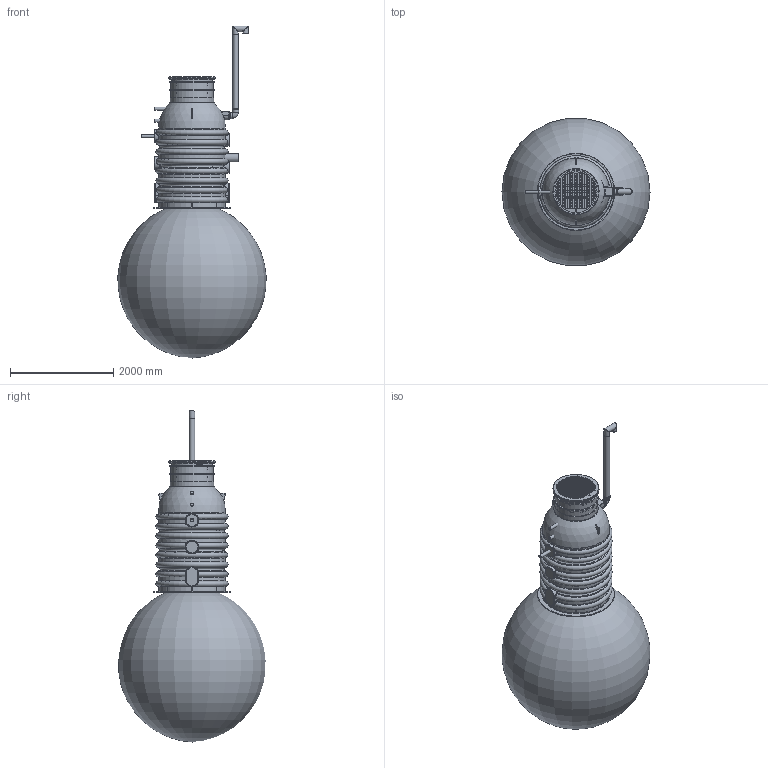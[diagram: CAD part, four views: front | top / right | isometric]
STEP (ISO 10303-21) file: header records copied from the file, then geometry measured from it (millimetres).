
FILE_DESCRIPTION(/* description */ ('Unknown'),/* implementation_level */ '2;1');
FILE_NAME(/* name */ 'Taavi 2500',/* time_stamp */ '2023-12-04T16:36:23+02:00',/* author */ ('Unknown'),/* organization */ ('Unknown'),/* preprocessor_version */ 'ST-DEVELOPER v18.1',/* originating_system */ 'Solid Edge',/* authorisation */ 'Unknown');
FILE_SCHEMA (('AUTOMOTIVE_DESIGN {1 0 10303 214 3 1 1}'));
Length unit declared in the file: millimetre
Products named in the file (85): Taavi 2500; 2731.000 Rotokaev D1200_var3_oa_0; Pohi_1500_23985; Kolmikkoost_tellimusleht ester; walter pvc kolmik ver4; PVC kolmik 75-63 GF; PVC-liitmik_63-50-2vk; PVC_polv_75-63-2sk; Kaksiknippel_50-50_mess; kuulkraan_50sk-vk; tloogiklapp50sk; PVC-liitmik_75-63-2vk; Ujuk_oa_1; Ujuk_oa_2; Ylakoost_pirn; Ylakoost_yksik; 2202.000; 2202.002; 2202.001; Ujuki_hoidik; Puidukruvi_4x16_A2; Ujukijuhe; Ujuk_oa_3; Ujuk_oa_4; Ujuk_Flygt_MT10_raskusega; Siinihoidjakoost; Siinihoidja_50-80; Polt_M10x35_A4; Seib M10 a4; Mutter_M10_mess; PE_vent_malm_L=1500; PVC_polv_110; PE venttoru DN100 L=1500; Rotoventiots; Redelitugi_pirn_800KRAH_45563; Redel_Taavi kesta 11.03.22; fw129.100_oa_5; Post_3000_oa_6; fw129.101_oa_7; fw129.101_oa_8 ...
Assembly tree (105 placements, depth 5):
  Taavi 2500
    2731.000 Rotokaev D1200_var3_oa_0
    Pohi_1500_23985
    Kolmikkoost_tellimusleht ester
      walter pvc kolmik ver4
        PVC kolmik 75-63 GF
        PVC-liitmik_63-50-2vk
        PVC_polv_75-63-2sk  x2
        Kaksiknippel_50-50_mess  x2
      kuulkraan_50sk-vk  x2
      tloogiklapp50sk  x2
      PVC-liitmik_75-63-2vk  x2
    Ujuk_oa_1
    Ujuk_oa_2
    Ylakoost_pirn
      Ylakoost_yksik  x3
        2202.000
          2202.002
          2202.001
        Ujuki_hoidik
        Puidukruvi_4x16_A2
        Ujukijuhe
        Ujuk_oa_3
    Ujuk_oa_4
    Ujuk_Flygt_MT10_raskusega  x3
    Siinihoidjakoost  x2
      Siinihoidja_50-80
      Polt_M10x35_A4
      Seib M10 a4
      Mutter_M10_mess
    PE_vent_malm_L=1500
      PVC_polv_110
      PE venttoru DN100 L=1500
      Rotoventiots
    Redelitugi_pirn_800KRAH_45563
    Redel_Taavi kesta 11.03.22
      fw129.100_oa_5
        Post_3000_oa_6
        fw129.101_oa_7
        fw129.101_oa_8
        fw129.101_oa_9
        Post_3000_oa_10
        fw129.101_oa_11
        fw129.101_oa_12
        fw129.101_oa_13
        fw129.101_oa_14
        fw129.101_oa_15
        fw129.101_oa_16
        fw129.101_oa_17
      fw129.100_oa_18
        Post_3000_oa_19
        fw129.101_oa_20
        fw129.101_oa_21
        fw129.101_oa_22
        Post_3000_oa_23
        fw129.101_oa_24
        fw129.101  x2
        fw129.101_oa_25
        fw129.101_oa_26
        fw129.101_oa_27
Bounding box: 2875.49 x 2854.52 x 6444.43 mm (x, y, z)
Volume: 192866435.3 mm3; surface area: 97732863 mm2
Topology: 98 solids, 99 shells, 4825 faces, 11461 edges, 7447 vertices
Faces by surface type: plane 3512, cylinder 758, torus 242, bspline 199, cone 62, sphere 52
Full cylindrical faces by diameter (mm): 5 x20, 5.5 x49, 8 x12, 8.376 x4, 8.5 x83, 10 x52, 10.5 x4, 11 x1, 12 x2, 13.5 x8, 16 x2, 17 x4, 20 x8, 22.9 x4, 24.1 x2, 26.9 x4, 30.291 x2, 40 x9, 42 x1, 45 x2, 47.803 x2, 50 x13, 52.25 x1, 53 x6, 53.6 x5, 54 x2, 56.656 x4, 56.66 x1, 57 x6, 58 x2
Entity records: 130764 total; most frequent: CARTESIAN_POINT 32568, DIRECTION 18815, ORIENTED_EDGE 18600, EDGE_CURVE 9300, LINE 7147, VECTOR 7147, VERTEX_POINT 6319, AXIS2_PLACEMENT_3D 5834
